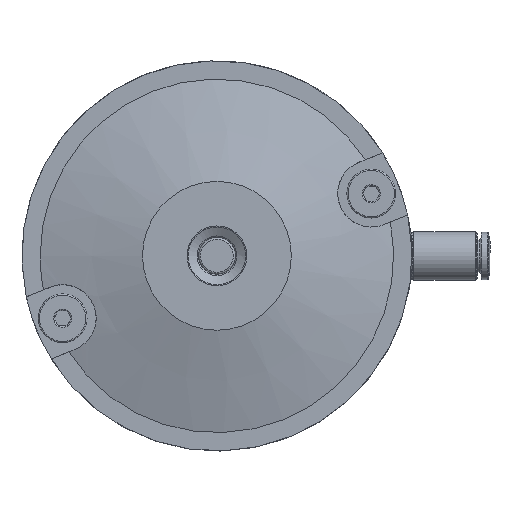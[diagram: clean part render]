
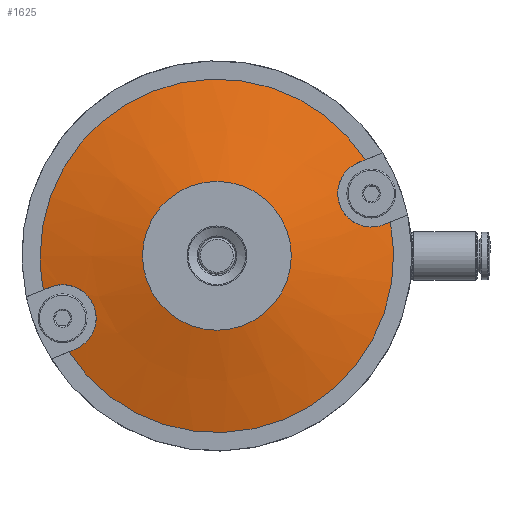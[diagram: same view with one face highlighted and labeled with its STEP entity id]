
A CAD part, top view. The second image highlights one B-rep face of the part: STEP entity #1625.
In plain terms, the highlighted conical face has half-angle 75 degrees and reference radius 29 mm.
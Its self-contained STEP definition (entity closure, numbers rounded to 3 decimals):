
#61=CONICAL_SURFACE('',#1739,29.,1.309);
#114=B_SPLINE_CURVE_WITH_KNOTS('',3,(#2254,#2255,#2256,#2257,#2258,#2259,
#2260,#2261,#2262),.UNSPECIFIED.,.F.,.F.,(4,1,1,1,1,1,4),(0.001,
0.006,0.008,0.01,0.012,
0.014,0.019),.UNSPECIFIED.);
#115=B_SPLINE_CURVE_WITH_KNOTS('',3,(#2271,#2272,#2273,#2274,#2275,#2276,
#2277,#2278,#2279),.UNSPECIFIED.,.F.,.F.,(4,1,1,1,1,1,4),(0.001,
0.006,0.008,0.01,0.012,
0.014,0.019),.UNSPECIFIED.);
#116=B_SPLINE_CURVE_WITH_KNOTS('',3,(#2297,#2298,#2299,#2300),
 .UNSPECIFIED.,.F.,.F.,(4,4),(0.,0.001),
 .UNSPECIFIED.);
#117=B_SPLINE_CURVE_WITH_KNOTS('',3,(#2301,#2302,#2303,#2304),
 .UNSPECIFIED.,.F.,.F.,(4,4),(0.,0.001),
 .UNSPECIFIED.);
#118=B_SPLINE_CURVE_WITH_KNOTS('',3,(#2308,#2309,#2310,#2311),
 .UNSPECIFIED.,.F.,.F.,(4,4),(0.,0.001),
 .UNSPECIFIED.);
#119=B_SPLINE_CURVE_WITH_KNOTS('',3,(#2312,#2313,#2314,#2315),
 .UNSPECIFIED.,.F.,.F.,(4,4),(0.,0.001),
 .UNSPECIFIED.);
#131=CIRCLE('',#1737,29.);
#133=CIRCLE('',#1740,12.206);
#134=CIRCLE('',#1741,29.);
#206=ORIENTED_EDGE('',*,*,#454,.T.);
#207=ORIENTED_EDGE('',*,*,#451,.F.);
#208=ORIENTED_EDGE('',*,*,#455,.T.);
#209=ORIENTED_EDGE('',*,*,#443,.F.);
#210=ORIENTED_EDGE('',*,*,#456,.T.);
#211=ORIENTED_EDGE('',*,*,#457,.F.);
#212=ORIENTED_EDGE('',*,*,#458,.T.);
#213=ORIENTED_EDGE('',*,*,#447,.F.);
#214=ORIENTED_EDGE('',*,*,#459,.T.);
#443=EDGE_CURVE('',#567,#565,#114,.T.);
#447=EDGE_CURVE('',#571,#569,#115,.T.);
#451=EDGE_CURVE('',#574,#576,#131,.T.);
#454=EDGE_CURVE('',#578,#578,#133,.T.);
#455=EDGE_CURVE('',#574,#565,#116,.T.);
#456=EDGE_CURVE('',#567,#579,#117,.T.);
#457=EDGE_CURVE('',#580,#579,#134,.T.);
#458=EDGE_CURVE('',#580,#569,#118,.T.);
#459=EDGE_CURVE('',#571,#576,#119,.T.);
#565=VERTEX_POINT('',#2249);
#567=VERTEX_POINT('',#2253);
#569=VERTEX_POINT('',#2266);
#571=VERTEX_POINT('',#2270);
#574=VERTEX_POINT('',#2287);
#576=VERTEX_POINT('',#2290);
#578=VERTEX_POINT('',#2296);
#579=VERTEX_POINT('',#2305);
#580=VERTEX_POINT('',#2307);
#763=EDGE_LOOP('',(#206));
#764=EDGE_LOOP('',(#207,#208,#209,#210,#211,#212,#213,#214));
#907=FACE_BOUND('',#763,.T.);
#908=FACE_BOUND('',#764,.T.);
#1625=ADVANCED_FACE('',(#907,#908),#61,.T.);
#1737=AXIS2_PLACEMENT_3D('',#2289,#1908,#1909);
#1739=AXIS2_PLACEMENT_3D('',#2294,#1913,#1914);
#1740=AXIS2_PLACEMENT_3D('',#2295,#1915,#1916);
#1741=AXIS2_PLACEMENT_3D('',#2306,#1917,#1918);
#1908=DIRECTION('',(0.,0.,-1.));
#1909=DIRECTION('',(1.,0.,0.));
#1913=DIRECTION('',(0.,0.,-1.));
#1914=DIRECTION('',(-1.,0.,0.));
#1915=DIRECTION('',(0.,0.,-1.));
#1916=DIRECTION('',(-1.,0.,0.));
#1917=DIRECTION('',(0.,0.,-1.));
#1918=DIRECTION('',(1.,0.,0.));
#2249=CARTESIAN_POINT('',(-27.372,-5.127,18.309));
#2253=CARTESIAN_POINT('',(-23.252,-15.326,18.309));
#2254=CARTESIAN_POINT('',(-23.252,-15.326,18.309));
#2255=CARTESIAN_POINT('',(-21.939,-14.796,18.68));
#2256=CARTESIAN_POINT('',(-20.298,-13.207,19.288));
#2257=CARTESIAN_POINT('',(-19.666,-10.325,19.827));
#2258=CARTESIAN_POINT('',(-20.073,-8.112,19.98));
#2259=CARTESIAN_POINT('',(-21.315,-6.238,19.828));
#2260=CARTESIAN_POINT('',(-23.774,-4.601,19.289));
#2261=CARTESIAN_POINT('',(-26.046,-4.591,18.684));
#2262=CARTESIAN_POINT('',(-27.372,-5.127,18.309));
#2266=CARTESIAN_POINT('',(27.372,5.127,18.309));
#2270=CARTESIAN_POINT('',(23.252,15.326,18.309));
#2271=CARTESIAN_POINT('',(23.252,15.326,18.309));
#2272=CARTESIAN_POINT('',(21.939,14.796,18.68));
#2273=CARTESIAN_POINT('',(20.298,13.207,19.288));
#2274=CARTESIAN_POINT('',(19.666,10.325,19.827));
#2275=CARTESIAN_POINT('',(20.073,8.112,19.98));
#2276=CARTESIAN_POINT('',(21.315,6.238,19.828));
#2277=CARTESIAN_POINT('',(23.774,4.601,19.289));
#2278=CARTESIAN_POINT('',(26.046,4.591,18.684));
#2279=CARTESIAN_POINT('',(27.372,5.127,18.309));
#2287=CARTESIAN_POINT('',(-28.461,-5.567,18.));
#2289=CARTESIAN_POINT('',(0.,0.,18.));
#2290=CARTESIAN_POINT('',(24.34,15.766,18.));
#2294=CARTESIAN_POINT('',(0.,0.,18.));
#2295=CARTESIAN_POINT('',(0.,0.,22.5));
#2296=CARTESIAN_POINT('',(-12.206,0.,22.5));
#2297=CARTESIAN_POINT('',(-28.461,-5.567,18.));
#2298=CARTESIAN_POINT('',(-28.098,-5.42,18.103));
#2299=CARTESIAN_POINT('',(-27.735,-5.274,18.206));
#2300=CARTESIAN_POINT('',(-27.372,-5.127,18.309));
#2301=CARTESIAN_POINT('',(-23.252,-15.326,18.309));
#2302=CARTESIAN_POINT('',(-23.615,-15.473,18.206));
#2303=CARTESIAN_POINT('',(-23.977,-15.619,18.103));
#2304=CARTESIAN_POINT('',(-24.34,-15.766,18.));
#2305=CARTESIAN_POINT('',(-24.34,-15.766,18.));
#2306=CARTESIAN_POINT('',(0.,0.,18.));
#2307=CARTESIAN_POINT('',(28.461,5.567,18.));
#2308=CARTESIAN_POINT('',(28.461,5.567,18.));
#2309=CARTESIAN_POINT('',(28.098,5.42,18.103));
#2310=CARTESIAN_POINT('',(27.735,5.274,18.206));
#2311=CARTESIAN_POINT('',(27.372,5.127,18.309));
#2312=CARTESIAN_POINT('',(23.252,15.326,18.309));
#2313=CARTESIAN_POINT('',(23.615,15.473,18.206));
#2314=CARTESIAN_POINT('',(23.977,15.619,18.103));
#2315=CARTESIAN_POINT('',(24.34,15.766,18.));
